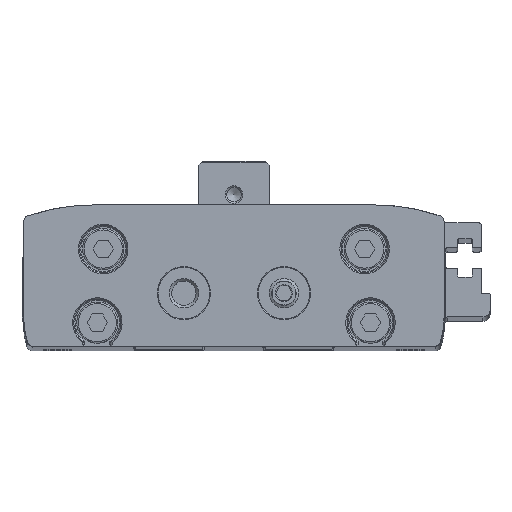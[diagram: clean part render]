
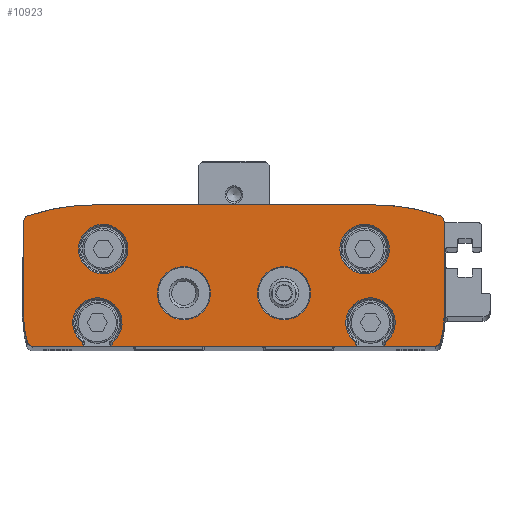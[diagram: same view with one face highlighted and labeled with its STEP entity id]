
A CAD part, top view. The second image highlights one B-rep face of the part: STEP entity #10923.
In plain terms, the highlighted planar face has unit normal (0, 0, 1).
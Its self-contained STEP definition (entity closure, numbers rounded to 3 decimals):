
#529=CIRCLE('',#11716,4.2);
#530=CIRCLE('',#11717,4.2);
#531=CIRCLE('',#11718,1.);
#532=CIRCLE('',#11719,15.);
#533=CIRCLE('',#11720,1.);
#534=CIRCLE('',#11721,35.);
#535=CIRCLE('',#11722,35.);
#536=CIRCLE('',#11723,1.);
#537=CIRCLE('',#11724,15.);
#538=CIRCLE('',#11725,1.);
#539=CIRCLE('',#11726,4.2);
#540=CIRCLE('',#11727,4.2);
#541=CIRCLE('',#11728,4.5);
#542=CIRCLE('',#11729,4.5);
#1224=ORIENTED_EDGE('',*,*,#4279,.F.);
#1225=ORIENTED_EDGE('',*,*,#4264,.T.);
#1226=ORIENTED_EDGE('',*,*,#4280,.T.);
#1227=ORIENTED_EDGE('',*,*,#4266,.F.);
#1228=ORIENTED_EDGE('',*,*,#4281,.F.);
#1229=ORIENTED_EDGE('',*,*,#4278,.T.);
#1230=ORIENTED_EDGE('',*,*,#4282,.T.);
#1231=ORIENTED_EDGE('',*,*,#4283,.T.);
#1232=ORIENTED_EDGE('',*,*,#4284,.T.);
#1233=ORIENTED_EDGE('',*,*,#4285,.T.);
#1234=ORIENTED_EDGE('',*,*,#4286,.T.);
#1235=ORIENTED_EDGE('',*,*,#4287,.T.);
#1236=ORIENTED_EDGE('',*,*,#4288,.T.);
#1237=ORIENTED_EDGE('',*,*,#4289,.T.);
#1238=ORIENTED_EDGE('',*,*,#4290,.T.);
#1239=ORIENTED_EDGE('',*,*,#4291,.T.);
#1240=ORIENTED_EDGE('',*,*,#4292,.T.);
#1241=ORIENTED_EDGE('',*,*,#4293,.T.);
#1242=ORIENTED_EDGE('',*,*,#4294,.T.);
#1243=ORIENTED_EDGE('',*,*,#4252,.F.);
#1244=ORIENTED_EDGE('',*,*,#4295,.F.);
#1245=ORIENTED_EDGE('',*,*,#4296,.F.);
#1246=ORIENTED_EDGE('',*,*,#4297,.F.);
#1247=ORIENTED_EDGE('',*,*,#4298,.F.);
#4252=EDGE_CURVE('',#5779,#5781,#6840,.T.);
#4264=EDGE_CURVE('',#5789,#5790,#6849,.T.);
#4266=EDGE_CURVE('',#5791,#5793,#6850,.T.);
#4278=EDGE_CURVE('',#5801,#5802,#6859,.T.);
#4279=EDGE_CURVE('',#5789,#5779,#529,.T.);
#4280=EDGE_CURVE('',#5790,#5793,#6860,.T.);
#4281=EDGE_CURVE('',#5801,#5791,#530,.T.);
#4282=EDGE_CURVE('',#5802,#5803,#6861,.T.);
#4283=EDGE_CURVE('',#5803,#5804,#531,.T.);
#4284=EDGE_CURVE('',#5804,#5805,#532,.T.);
#4285=EDGE_CURVE('',#5805,#5806,#6862,.T.);
#4286=EDGE_CURVE('',#5806,#5807,#533,.T.);
#4287=EDGE_CURVE('',#5807,#5808,#534,.T.);
#4288=EDGE_CURVE('',#5808,#5809,#6863,.T.);
#4289=EDGE_CURVE('',#5809,#5810,#535,.T.);
#4290=EDGE_CURVE('',#5810,#5811,#536,.T.);
#4291=EDGE_CURVE('',#5811,#5812,#6864,.T.);
#4292=EDGE_CURVE('',#5812,#5813,#537,.T.);
#4293=EDGE_CURVE('',#5813,#5814,#538,.T.);
#4294=EDGE_CURVE('',#5814,#5781,#6865,.T.);
#4295=EDGE_CURVE('',#5815,#5815,#539,.T.);
#4296=EDGE_CURVE('',#5816,#5816,#540,.T.);
#4297=EDGE_CURVE('',#5817,#5817,#541,.T.);
#4298=EDGE_CURVE('',#5818,#5818,#542,.T.);
#5779=VERTEX_POINT('',#16722);
#5781=VERTEX_POINT('',#16725);
#5789=VERTEX_POINT('',#16749);
#5790=VERTEX_POINT('',#16751);
#5791=VERTEX_POINT('',#16758);
#5793=VERTEX_POINT('',#16761);
#5801=VERTEX_POINT('',#16785);
#5802=VERTEX_POINT('',#16787);
#5803=VERTEX_POINT('',#16794);
#5804=VERTEX_POINT('',#16796);
#5805=VERTEX_POINT('',#16798);
#5806=VERTEX_POINT('',#16800);
#5807=VERTEX_POINT('',#16802);
#5808=VERTEX_POINT('',#16804);
#5809=VERTEX_POINT('',#16806);
#5810=VERTEX_POINT('',#16808);
#5811=VERTEX_POINT('',#16810);
#5812=VERTEX_POINT('',#16812);
#5813=VERTEX_POINT('',#16814);
#5814=VERTEX_POINT('',#16816);
#5815=VERTEX_POINT('',#16819);
#5816=VERTEX_POINT('',#16821);
#5817=VERTEX_POINT('',#16823);
#5818=VERTEX_POINT('',#16825);
#6840=LINE('',#16724,#7748);
#6849=LINE('',#16752,#7757);
#6850=LINE('',#16760,#7758);
#6859=LINE('',#16788,#7767);
#6860=LINE('',#16791,#7768);
#6861=LINE('',#16793,#7769);
#6862=LINE('',#16799,#7770);
#6863=LINE('',#16805,#7771);
#6864=LINE('',#16811,#7772);
#6865=LINE('',#16817,#7773);
#7748=VECTOR('',#13132,1000.);
#7757=VECTOR('',#13151,1000.);
#7758=VECTOR('',#13154,1000.);
#7767=VECTOR('',#13173,1000.);
#7768=VECTOR('',#13178,1000.);
#7769=VECTOR('',#13181,1000.);
#7770=VECTOR('',#13186,1000.);
#7771=VECTOR('',#13191,1000.);
#7772=VECTOR('',#13196,1000.);
#7773=VECTOR('',#13201,1000.);
#8629=EDGE_LOOP('',(#1224,#1225,#1226,#1227,#1228,#1229,#1230,#1231,#1232,
#1233,#1234,#1235,#1236,#1237,#1238,#1239,#1240,#1241,#1242,#1243));
#8630=EDGE_LOOP('',(#1244));
#8631=EDGE_LOOP('',(#1245));
#8632=EDGE_LOOP('',(#1246));
#8633=EDGE_LOOP('',(#1247));
#9613=FACE_BOUND('',#8629,.T.);
#9614=FACE_BOUND('',#8630,.T.);
#9615=FACE_BOUND('',#8631,.T.);
#9616=FACE_BOUND('',#8632,.T.);
#9617=FACE_BOUND('',#8633,.T.);
#10576=PLANE('',#11715);
#10923=ADVANCED_FACE('',(#9613,#9614,#9615,#9616,#9617),#10576,.T.);
#11715=AXIS2_PLACEMENT_3D('',#16789,#13174,#13175);
#11716=AXIS2_PLACEMENT_3D('',#16790,#13176,#13177);
#11717=AXIS2_PLACEMENT_3D('',#16792,#13179,#13180);
#11718=AXIS2_PLACEMENT_3D('',#16795,#13182,#13183);
#11719=AXIS2_PLACEMENT_3D('',#16797,#13184,#13185);
#11720=AXIS2_PLACEMENT_3D('',#16801,#13187,#13188);
#11721=AXIS2_PLACEMENT_3D('',#16803,#13189,#13190);
#11722=AXIS2_PLACEMENT_3D('',#16807,#13192,#13193);
#11723=AXIS2_PLACEMENT_3D('',#16809,#13194,#13195);
#11724=AXIS2_PLACEMENT_3D('',#16813,#13197,#13198);
#11725=AXIS2_PLACEMENT_3D('',#16815,#13199,#13200);
#11726=AXIS2_PLACEMENT_3D('',#16818,#13202,#13203);
#11727=AXIS2_PLACEMENT_3D('',#16820,#13204,#13205);
#11728=AXIS2_PLACEMENT_3D('',#16822,#13206,#13207);
#11729=AXIS2_PLACEMENT_3D('',#16824,#13208,#13209);
#13132=DIRECTION('',(0.,-1.,0.));
#13151=DIRECTION('',(0.,-1.,0.));
#13154=DIRECTION('',(0.,-1.,0.));
#13173=DIRECTION('',(0.,-1.,0.));
#13174=DIRECTION('',(0.,0.,1.));
#13175=DIRECTION('',(1.,0.,0.));
#13176=DIRECTION('',(0.,0.,1.));
#13177=DIRECTION('',(1.,0.,0.));
#13178=DIRECTION('',(1.,0.,0.));
#13179=DIRECTION('',(0.,0.,1.));
#13180=DIRECTION('',(1.,0.,0.));
#13181=DIRECTION('',(1.,0.,0.));
#13182=DIRECTION('',(0.,0.,1.));
#13183=DIRECTION('',(1.,0.,0.));
#13184=DIRECTION('',(0.,0.,1.));
#13185=DIRECTION('',(1.,0.,0.));
#13186=DIRECTION('',(0.,1.,0.));
#13187=DIRECTION('',(0.,0.,1.));
#13188=DIRECTION('',(1.,0.,0.));
#13189=DIRECTION('',(0.,0.,1.));
#13190=DIRECTION('',(1.,0.,0.));
#13191=DIRECTION('',(-1.,0.,0.));
#13192=DIRECTION('',(0.,0.,1.));
#13193=DIRECTION('',(1.,0.,0.));
#13194=DIRECTION('',(0.,0.,1.));
#13195=DIRECTION('',(1.,0.,0.));
#13196=DIRECTION('',(0.,-1.,0.));
#13197=DIRECTION('',(0.,0.,1.));
#13198=DIRECTION('',(1.,0.,0.));
#13199=DIRECTION('',(0.,0.,1.));
#13200=DIRECTION('',(1.,0.,0.));
#13201=DIRECTION('',(1.,0.,0.));
#13202=DIRECTION('',(0.,0.,1.));
#13203=DIRECTION('',(1.,0.,0.));
#13204=DIRECTION('',(0.,0.,1.));
#13205=DIRECTION('',(1.,0.,0.));
#13206=DIRECTION('',(0.,0.,1.));
#13207=DIRECTION('',(1.,0.,0.));
#13208=DIRECTION('',(0.,0.,1.));
#13209=DIRECTION('',(1.,0.,0.));
#16722=CARTESIAN_POINT('',(-25.7,0.625,230.));
#16724=CARTESIAN_POINT('',(-25.7,4.,230.));
#16725=CARTESIAN_POINT('',(-25.7,0.,230.));
#16749=CARTESIAN_POINT('',(-20.7,0.625,230.));
#16751=CARTESIAN_POINT('',(-20.7,0.,230.));
#16752=CARTESIAN_POINT('',(-20.7,4.,230.));
#16758=CARTESIAN_POINT('',(20.7,0.625,230.));
#16760=CARTESIAN_POINT('',(20.7,4.,230.));
#16761=CARTESIAN_POINT('',(20.7,0.,230.));
#16785=CARTESIAN_POINT('',(25.7,0.625,230.));
#16787=CARTESIAN_POINT('',(25.7,0.,230.));
#16788=CARTESIAN_POINT('',(25.7,4.,230.));
#16789=CARTESIAN_POINT('',(-20.7,5.,230.));
#16790=CARTESIAN_POINT('',(-23.2,4.,230.));
#16791=CARTESIAN_POINT('',(-34.116,0.,230.));
#16792=CARTESIAN_POINT('',(23.2,4.,230.));
#16793=CARTESIAN_POINT('',(-34.116,0.,230.));
#16794=CARTESIAN_POINT('',(34.116,0.,230.));
#16795=CARTESIAN_POINT('',(34.116,1.,230.));
#16796=CARTESIAN_POINT('',(35.075,0.714,230.));
#16797=CARTESIAN_POINT('',(20.7,5.,230.));
#16798=CARTESIAN_POINT('',(35.7,5.,230.));
#16799=CARTESIAN_POINT('',(35.7,5.,230.));
#16800=CARTESIAN_POINT('',(35.7,21.171,230.));
#16801=CARTESIAN_POINT('',(34.7,21.171,230.));
#16802=CARTESIAN_POINT('',(35.024,22.118,230.));
#16803=CARTESIAN_POINT('',(23.7,-11.,230.));
#16804=CARTESIAN_POINT('',(23.7,24.,230.));
#16805=CARTESIAN_POINT('',(23.7,24.,230.));
#16806=CARTESIAN_POINT('',(-23.7,24.,230.));
#16807=CARTESIAN_POINT('',(-23.7,-11.,230.));
#16808=CARTESIAN_POINT('',(-35.024,22.118,230.));
#16809=CARTESIAN_POINT('',(-34.7,21.171,230.));
#16810=CARTESIAN_POINT('',(-35.7,21.171,230.));
#16811=CARTESIAN_POINT('',(-35.7,21.171,230.));
#16812=CARTESIAN_POINT('',(-35.7,5.,230.));
#16813=CARTESIAN_POINT('',(-20.7,5.,230.));
#16814=CARTESIAN_POINT('',(-35.075,0.714,230.));
#16815=CARTESIAN_POINT('',(-34.116,1.,230.));
#16816=CARTESIAN_POINT('',(-34.116,0.,230.));
#16817=CARTESIAN_POINT('',(-34.116,0.,230.));
#16818=CARTESIAN_POINT('',(-22.2,16.5,230.));
#16819=CARTESIAN_POINT('',(-18.,16.5,230.));
#16820=CARTESIAN_POINT('',(22.2,16.5,230.));
#16821=CARTESIAN_POINT('',(26.4,16.5,230.));
#16822=CARTESIAN_POINT('',(-8.5,9.,230.));
#16823=CARTESIAN_POINT('',(-4.,9.,230.));
#16824=CARTESIAN_POINT('',(8.5,9.,230.));
#16825=CARTESIAN_POINT('',(13.,9.,230.));
